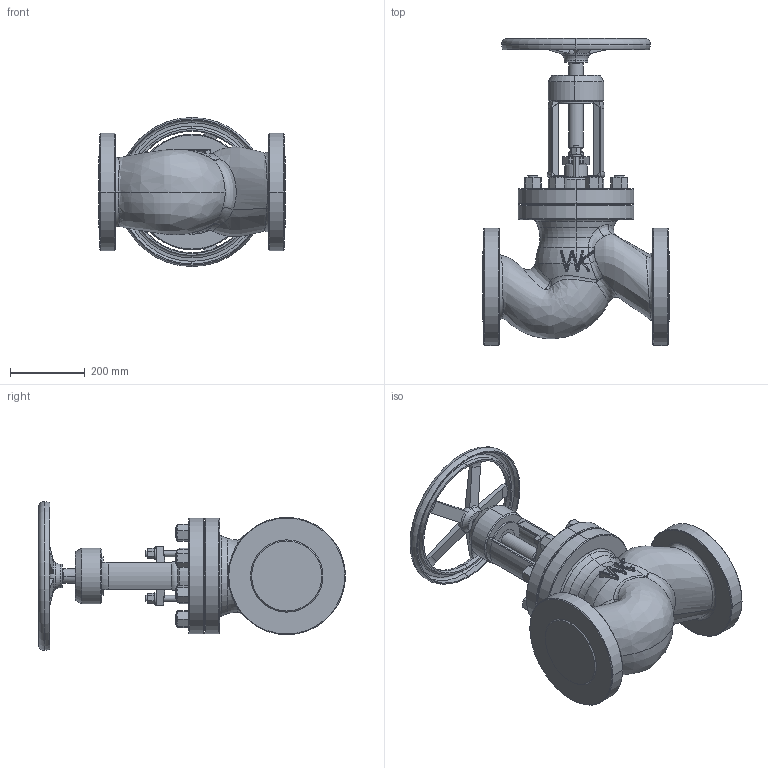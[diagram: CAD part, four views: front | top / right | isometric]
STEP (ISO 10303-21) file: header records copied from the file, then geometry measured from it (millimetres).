
FILE_DESCRIPTION (( 'STEP AP214' ), '1' );
FILE_NAME ('[125] 530 DN125 katalog uproszczony.STEP', '2015-03-18T07:58:51', ( '' ), ( '' ), 'SwSTEP 2.0', 'SolidWorks 2015', '' );
FILE_SCHEMA (( 'AUTOMOTIVE_DESIGN' ));
Length unit declared in the file: millimetre
Products named in the file (1): [125] 530 DN125 katalog uproszczony
Bounding box: 500 x 823.5 x 400 mm (x, y, z)
Volume: 33921358.2 mm3; surface area: 1425616.2 mm2
Topology: 1 solids, 1 shells, 671 faces, 1638 edges, 979 vertices
Faces by surface type: plane 215, cone 194, cylinder 159, bspline 42, torus 41, sphere 20
Entity records: 50815 total; most frequent: CARTESIAN_POINT 30583, ORIENTED_EDGE 3232, DIRECTION 2984, EDGE_CURVE 1616, AXIS2_PLACEMENT_3D 1263, VERTEX_POINT 977, EDGE_LOOP 739, FACE_OUTER_BOUND 671
